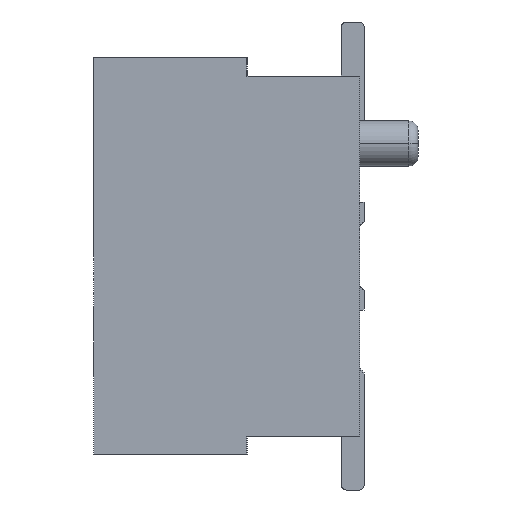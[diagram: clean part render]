
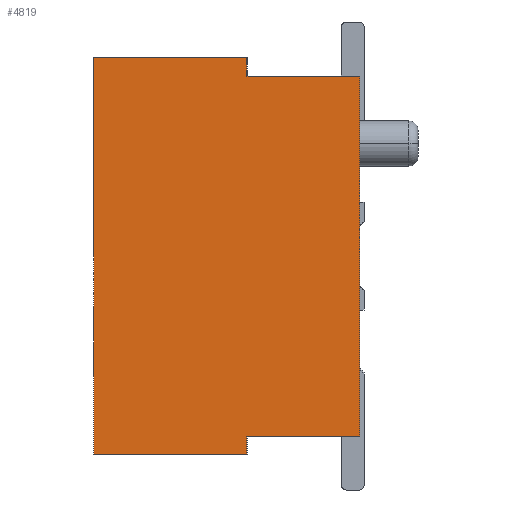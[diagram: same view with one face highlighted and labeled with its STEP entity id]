
A CAD part, left-side view. The second image highlights one B-rep face of the part: STEP entity #4819.
In plain terms, the highlighted planar face has unit normal (-1, 0, 0).
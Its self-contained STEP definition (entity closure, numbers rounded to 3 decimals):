
#1=DIRECTION('',(0.,0.,1.));
#2=VECTOR('',#1,4.4);
#3=CARTESIAN_POINT('',(-3.85,2.95,-2.2));
#4=LINE('',#3,#2);
#49=DIRECTION('',(0.,0.,1.));
#50=VECTOR('',#49,0.2);
#51=CARTESIAN_POINT('',(-3.85,1.25,-2.2));
#52=LINE('',#51,#50);
#53=DIRECTION('',(0.,1.,0.));
#54=VECTOR('',#53,1.7);
#55=CARTESIAN_POINT('',(-3.85,1.25,-2.2));
#56=LINE('',#55,#54);
#57=DIRECTION('',(0.,0.,1.));
#58=VECTOR('',#57,0.2);
#59=CARTESIAN_POINT('',(-3.85,1.25,2.));
#60=LINE('',#59,#58);
#61=DIRECTION('',(0.,1.,0.));
#62=VECTOR('',#61,1.25);
#63=CARTESIAN_POINT('',(-3.85,0.,2.));
#64=LINE('',#63,#62);
#65=DIRECTION('',(0.,1.,0.));
#66=VECTOR('',#65,1.25);
#67=CARTESIAN_POINT('',(-3.85,0.,-2.));
#68=LINE('',#67,#66);
#3405=DIRECTION('',(0.,0.,1.));
#3406=VECTOR('',#3405,4.);
#3407=CARTESIAN_POINT('',(-3.85,0.,-2.));
#3408=LINE('',#3407,#3406);
#3525=DIRECTION('',(0.,1.,0.));
#3526=VECTOR('',#3525,1.7);
#3527=CARTESIAN_POINT('',(-3.85,1.25,2.2));
#3528=LINE('',#3527,#3526);
#3617=CARTESIAN_POINT('',(-3.85,2.95,-2.2));
#3618=CARTESIAN_POINT('',(-3.85,2.95,2.2));
#3619=VERTEX_POINT('',#3617);
#3620=VERTEX_POINT('',#3618);
#3881=CARTESIAN_POINT('',(-3.85,0.,2.));
#3883=VERTEX_POINT('',#3881);
#3889=CARTESIAN_POINT('',(-3.85,0.,-2.));
#3891=VERTEX_POINT('',#3889);
#3897=CARTESIAN_POINT('',(-3.85,1.25,-2.2));
#3898=CARTESIAN_POINT('',(-3.85,1.25,-2.));
#3899=VERTEX_POINT('',#3897);
#3900=VERTEX_POINT('',#3898);
#3901=CARTESIAN_POINT('',(-3.85,1.25,2.));
#3902=CARTESIAN_POINT('',(-3.85,1.25,2.2));
#3903=VERTEX_POINT('',#3901);
#3904=VERTEX_POINT('',#3902);
#4797=CARTESIAN_POINT('',(-3.85,0.,-2.2));
#4798=DIRECTION('',(-1.,0.,0.));
#4799=DIRECTION('',(0.,0.,1.));
#4800=AXIS2_PLACEMENT_3D('',#4797,#4798,#4799);
#4801=PLANE('',#4800);
#4803=ORIENTED_EDGE('',*,*,#4802,.F.);
#4805=ORIENTED_EDGE('',*,*,#4804,.T.);
#4806=ORIENTED_EDGE('',*,*,#4766,.T.);
#4808=ORIENTED_EDGE('',*,*,#4807,.F.);
#4810=ORIENTED_EDGE('',*,*,#4809,.F.);
#4812=ORIENTED_EDGE('',*,*,#4811,.F.);
#4814=ORIENTED_EDGE('',*,*,#4813,.F.);
#4816=ORIENTED_EDGE('',*,*,#4815,.T.);
#4817=EDGE_LOOP('',(#4803,#4805,#4806,#4808,#4810,#4812,#4814,#4816));
#4818=FACE_OUTER_BOUND('',#4817,.F.);
#4766=EDGE_CURVE('',#3619,#3620,#4,.T.);
#4802=EDGE_CURVE('',#3899,#3900,#52,.T.);
#4804=EDGE_CURVE('',#3899,#3619,#56,.T.);
#4807=EDGE_CURVE('',#3904,#3620,#3528,.T.);
#4809=EDGE_CURVE('',#3903,#3904,#60,.T.);
#4811=EDGE_CURVE('',#3883,#3903,#64,.T.);
#4813=EDGE_CURVE('',#3891,#3883,#3408,.T.);
#4815=EDGE_CURVE('',#3891,#3900,#68,.T.);
#4819=ADVANCED_FACE('',(#4818),#4801,.T.);
